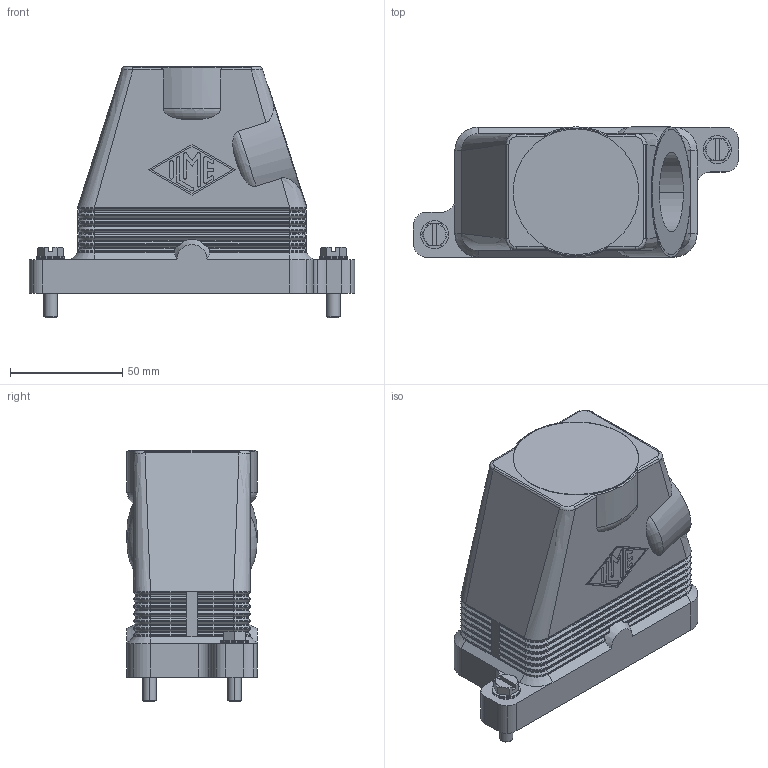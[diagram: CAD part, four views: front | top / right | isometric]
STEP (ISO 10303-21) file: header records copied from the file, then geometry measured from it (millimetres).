
FILE_DESCRIPTION((''),'2;1');
FILE_NAME('CGV 10.29.stp','2007-01-11T09:44:29',('gembarski'),(''),'Autodesk Inventor 7','Autodesk Inventor 7','');
FILE_SCHEMA(('AUTOMOTIVE_DESIGN { 1 0 10303 214 1 1 1 1 }'));
Length unit declared in the file: millimetre
Products named in the file (1): CGV 10.29
Bounding box: 145 x 58 x 112.2 mm (x, y, z)
Volume: 196470.2 mm3; surface area: 72608.1 mm2
Topology: 3 solids, 6 shells, 781 faces, 1892 edges, 1127 vertices
Faces by surface type: bspline 265, cylinder 203, plane 194, cone 83, torus 36
Entity records: 28901 total; most frequent: CARTESIAN_POINT 11546, ORIENTED_EDGE 3768, DIRECTION 3495, EDGE_CURVE 1884, AXIS2_PLACEMENT_3D 1301, VERTEX_POINT 1127, VECTOR 893, LINE 893
